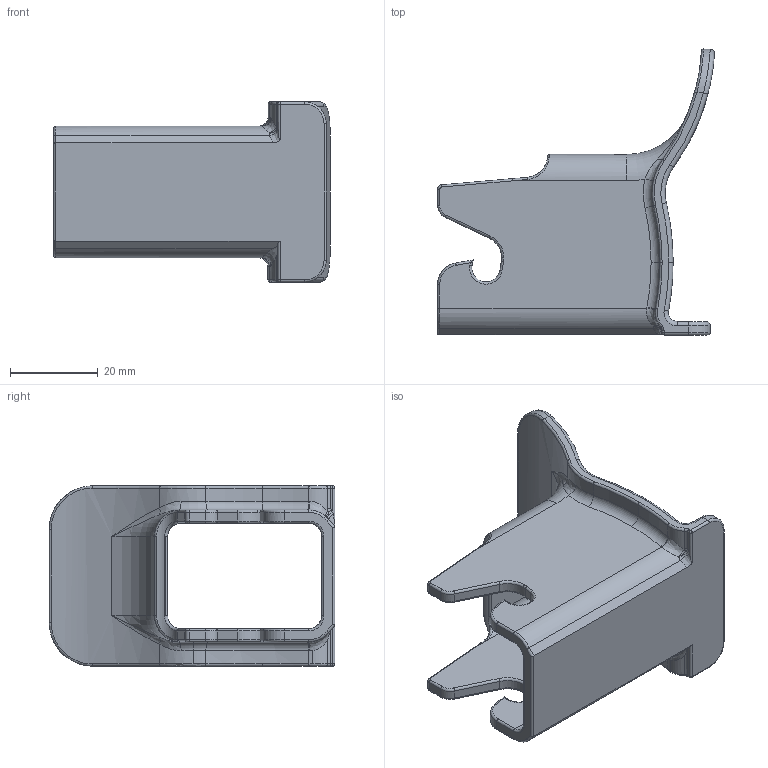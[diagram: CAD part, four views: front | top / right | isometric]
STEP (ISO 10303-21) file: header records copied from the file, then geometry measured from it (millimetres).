
FILE_DESCRIPTION (( 'STEP AP214' ), '1' );
FILE_NAME ('Isofix.STEP', '2016-10-18T16:38:26', ( '' ), ( '' ), '', '', '' );
FILE_SCHEMA (( 'AUTOMOTIVE_DESIGN' ));
Length unit declared in the file: millimetre
Products named in the file (1): Isofix
Bounding box: 62.94 x 64.98 x 41 mm (x, y, z)
Volume: 22246.9 mm3; surface area: 15606.1 mm2
Topology: 1 solids, 1 shells, 350 faces, 865 edges, 515 vertices
Faces by surface type: cylinder 98, bspline 97, plane 81, torus 63, cone 9, sphere 2
Entity records: 20665 total; most frequent: CARTESIAN_POINT 13081, ORIENTED_EDGE 1716, DIRECTION 1380, EDGE_CURVE 858, AXIS2_PLACEMENT_3D 542, VERTEX_POINT 515, EDGE_LOOP 357, ADVANCED_FACE 350
